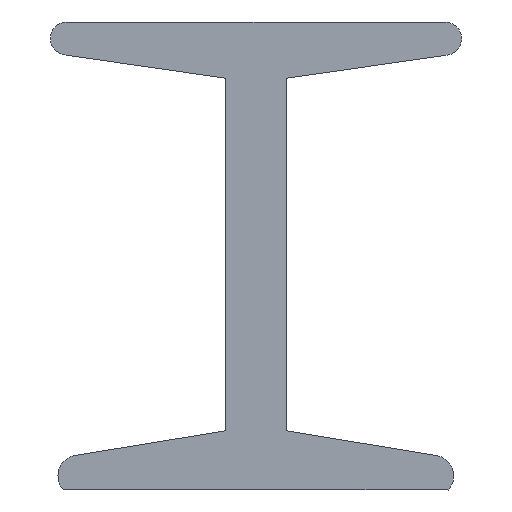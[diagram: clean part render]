
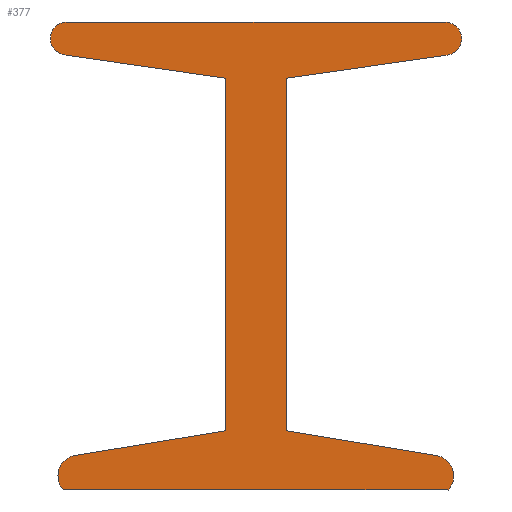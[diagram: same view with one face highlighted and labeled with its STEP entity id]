
A CAD part, front view. The second image highlights one B-rep face of the part: STEP entity #377.
In plain terms, the highlighted planar face has unit normal (0, -1, 0).
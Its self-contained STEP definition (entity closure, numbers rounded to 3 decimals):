
#42=CARTESIAN_POINT('',(-4.532,-8.83,-17.347));
#43=VERTEX_POINT('',#42);
#50=CARTESIAN_POINT('',(-4.532,-8.83,34.788));
#51=VERTEX_POINT('',#50);
#52=CARTESIAN_POINT('',(-4.532,-8.83,-17.347));
#53=DIRECTION('',(0.,0.,1.));
#54=VECTOR('',#53,52.136);
#55=LINE('',#52,#54);
#56=EDGE_CURVE('',#43,#51,#55,.T.);
#80=CARTESIAN_POINT('',(-26.728,-8.83,-20.984));
#81=VERTEX_POINT('',#80);
#88=CARTESIAN_POINT('',(-26.728,-8.83,-20.984));
#89=DIRECTION('',(0.987,0.,0.162));
#90=VECTOR('',#89,22.492);
#91=LINE('',#88,#90);
#92=EDGE_CURVE('',#81,#43,#91,.T.);
#105=CARTESIAN_POINT('',(-29.285,-8.83,-23.994));
#106=VERTEX_POINT('',#105);
#113=CARTESIAN_POINT('',(-26.234,-8.83,-23.994));
#114=DIRECTION('',(0.,-1.,0.));
#115=DIRECTION('',(1.,0.,0.));
#116=AXIS2_PLACEMENT_3D('',#113,#114,#115);
#117=CIRCLE('',#116,3.05);
#118=EDGE_CURVE('',#81,#106,#117,.T.);
#146=CARTESIAN_POINT('',(-0.021,-8.83,-26.081));
#147=VERTEX_POINT('',#146);
#154=CARTESIAN_POINT('',(-28.46,-8.83,-26.081));
#155=VERTEX_POINT('',#154);
#156=CARTESIAN_POINT('',(-28.46,-8.83,-26.081));
#157=DIRECTION('',(1.,0.,-0.));
#158=VECTOR('',#157,28.439);
#159=LINE('',#156,#158);
#160=EDGE_CURVE('',#155,#147,#159,.T.);
#186=CARTESIAN_POINT('',(-27.862,-8.83,43.102));
#187=VERTEX_POINT('',#186);
#194=CARTESIAN_POINT('',(0.007,-8.83,43.102));
#195=VERTEX_POINT('',#194);
#196=CARTESIAN_POINT('',(-27.862,-8.83,43.102));
#197=DIRECTION('',(1.,0.,-0.));
#198=VECTOR('',#197,27.869);
#199=LINE('',#196,#198);
#200=EDGE_CURVE('',#187,#195,#199,.T.);
#218=CARTESIAN_POINT('',(-30.396,-8.83,40.649));
#219=VERTEX_POINT('',#218);
#226=CARTESIAN_POINT('',(-27.941,-8.83,40.649));
#227=DIRECTION('',(0.,-1.,0.));
#228=DIRECTION('',(1.,0.,0.));
#229=AXIS2_PLACEMENT_3D('',#226,#227,#228);
#230=CIRCLE('',#229,2.455);
#231=EDGE_CURVE('',#187,#219,#230,.T.);
#258=CARTESIAN_POINT('',(-28.049,-8.83,38.196));
#259=VERTEX_POINT('',#258);
#260=CARTESIAN_POINT('',(-28.049,-8.83,38.196));
#261=DIRECTION('',(0.99,-0.,-0.143));
#262=VECTOR('',#261,23.763);
#263=LINE('',#260,#262);
#264=EDGE_CURVE('',#259,#51,#263,.T.);
#275=CARTESIAN_POINT('',(-82.809,-8.83,-17.92));
#276=DIRECTION('',(0.,-1.,0.));
#277=DIRECTION('',(1.,0.,0.));
#278=AXIS2_PLACEMENT_3D('',#275,#276,#277);
#279=PLANE('',#278);
#280=ORIENTED_EDGE('',*,*,#56,.F.);
#281=ORIENTED_EDGE('',*,*,#92,.F.);
#282=ORIENTED_EDGE('',*,*,#118,.T.);
#283=CARTESIAN_POINT('',(-26.234,-8.83,-23.994));
#284=DIRECTION('',(0.,-1.,0.));
#285=DIRECTION('',(1.,0.,0.));
#286=AXIS2_PLACEMENT_3D('',#283,#284,#285);
#287=CIRCLE('',#286,3.05);
#288=EDGE_CURVE('',#106,#155,#287,.T.);
#289=ORIENTED_EDGE('',*,*,#288,.T.);
#290=ORIENTED_EDGE('',*,*,#160,.T.);
#291=CARTESIAN_POINT('',(28.418,-8.83,-26.103));
#292=VERTEX_POINT('',#291);
#293=CARTESIAN_POINT('',(28.418,-8.83,-26.103));
#294=DIRECTION('',(-1.,0.,0.001));
#295=VECTOR('',#294,28.439);
#296=LINE('',#293,#295);
#297=EDGE_CURVE('',#292,#147,#296,.T.);
#298=ORIENTED_EDGE('',*,*,#297,.F.);
#299=CARTESIAN_POINT('',(29.245,-8.83,-24.018));
#300=VERTEX_POINT('',#299);
#301=CARTESIAN_POINT('',(26.195,-8.83,-24.015));
#302=DIRECTION('',(0.,1.,-0.));
#303=DIRECTION('',(-1.,0.,0.001));
#304=AXIS2_PLACEMENT_3D('',#301,#302,#303);
#305=CIRCLE('',#304,3.05);
#306=EDGE_CURVE('',#300,#292,#305,.T.);
#307=ORIENTED_EDGE('',*,*,#306,.F.);
#308=CARTESIAN_POINT('',(26.691,-8.83,-21.006));
#309=VERTEX_POINT('',#308);
#310=CARTESIAN_POINT('',(26.195,-8.83,-24.015));
#311=DIRECTION('',(0.,1.,-0.));
#312=DIRECTION('',(-1.,0.,0.001));
#313=AXIS2_PLACEMENT_3D('',#310,#311,#312);
#314=CIRCLE('',#313,3.05);
#315=EDGE_CURVE('',#309,#300,#314,.T.);
#316=ORIENTED_EDGE('',*,*,#315,.F.);
#317=CARTESIAN_POINT('',(4.498,-8.83,-17.351));
#318=VERTEX_POINT('',#317);
#319=CARTESIAN_POINT('',(26.691,-8.83,-21.006));
#320=DIRECTION('',(-0.987,0.,0.163));
#321=VECTOR('',#320,22.492);
#322=LINE('',#319,#321);
#323=EDGE_CURVE('',#309,#318,#322,.T.);
#324=ORIENTED_EDGE('',*,*,#323,.T.);
#325=CARTESIAN_POINT('',(4.54,-8.83,34.785));
#326=VERTEX_POINT('',#325);
#327=CARTESIAN_POINT('',(4.498,-8.83,-17.351));
#328=DIRECTION('',(0.001,0.,1.));
#329=VECTOR('',#328,52.136);
#330=LINE('',#327,#329);
#331=EDGE_CURVE('',#318,#326,#330,.T.);
#332=ORIENTED_EDGE('',*,*,#331,.T.);
#333=CARTESIAN_POINT('',(28.059,-8.83,38.174));
#334=VERTEX_POINT('',#333);
#335=CARTESIAN_POINT('',(28.059,-8.83,38.174));
#336=DIRECTION('',(-0.99,-0.,-0.143));
#337=VECTOR('',#336,23.763);
#338=LINE('',#335,#337);
#339=EDGE_CURVE('',#334,#326,#338,.T.);
#340=ORIENTED_EDGE('',*,*,#339,.F.);
#341=CARTESIAN_POINT('',(30.408,-8.83,40.624));
#342=VERTEX_POINT('',#341);
#343=CARTESIAN_POINT('',(27.953,-8.83,40.626));
#344=DIRECTION('',(0.,1.,-0.));
#345=DIRECTION('',(-1.,0.,0.001));
#346=AXIS2_PLACEMENT_3D('',#343,#344,#345);
#347=CIRCLE('',#346,2.455);
#348=EDGE_CURVE('',#342,#334,#347,.T.);
#349=ORIENTED_EDGE('',*,*,#348,.F.);
#350=CARTESIAN_POINT('',(27.876,-8.83,43.08));
#351=VERTEX_POINT('',#350);
#352=CARTESIAN_POINT('',(27.953,-8.83,40.626));
#353=DIRECTION('',(0.,1.,-0.));
#354=DIRECTION('',(-1.,0.,0.001));
#355=AXIS2_PLACEMENT_3D('',#352,#353,#354);
#356=CIRCLE('',#355,2.455);
#357=EDGE_CURVE('',#351,#342,#356,.T.);
#358=ORIENTED_EDGE('',*,*,#357,.F.);
#359=CARTESIAN_POINT('',(27.876,-8.83,43.08));
#360=DIRECTION('',(-1.,0.,0.001));
#361=VECTOR('',#360,27.869);
#362=LINE('',#359,#361);
#363=EDGE_CURVE('',#351,#195,#362,.T.);
#364=ORIENTED_EDGE('',*,*,#363,.T.);
#365=ORIENTED_EDGE('',*,*,#200,.F.);
#366=ORIENTED_EDGE('',*,*,#231,.T.);
#367=CARTESIAN_POINT('',(-27.941,-8.83,40.649));
#368=DIRECTION('',(0.,-1.,0.));
#369=DIRECTION('',(1.,0.,0.));
#370=AXIS2_PLACEMENT_3D('',#367,#368,#369);
#371=CIRCLE('',#370,2.455);
#372=EDGE_CURVE('',#219,#259,#371,.T.);
#373=ORIENTED_EDGE('',*,*,#372,.T.);
#374=ORIENTED_EDGE('',*,*,#264,.T.);
#375=EDGE_LOOP('',(#280,#281,#282,#289,#290,#298,#307,#316,#324,#332,#340,#349,#358,#364,#365,#366,#373,#374));
#376=FACE_BOUND('',#375,.T.);
#377=ADVANCED_FACE('',(#376),#279,.T.);
